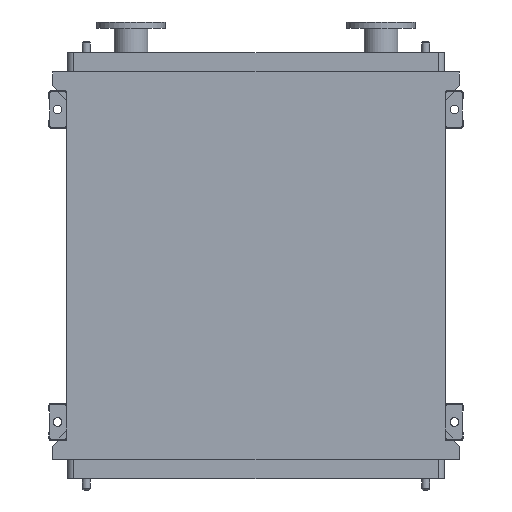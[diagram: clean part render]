
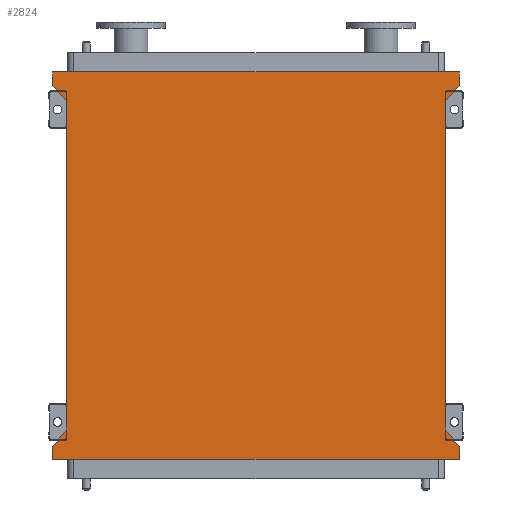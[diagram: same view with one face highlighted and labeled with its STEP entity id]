
A CAD part, front view. The second image highlights one B-rep face of the part: STEP entity #2824.
In plain terms, the highlighted planar face has unit normal (0, -1, 0).
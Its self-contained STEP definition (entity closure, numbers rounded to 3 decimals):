
#50 = LINE ( 'NONE', #9292, #3349 ) ;
#110 = ORIENTED_EDGE ( 'NONE', *, *, #13729, .F. ) ;
#161 = CARTESIAN_POINT ( 'NONE',  ( -651., 0., 53. ) ) ;
#226 = DIRECTION ( 'NONE',  ( 0., 0., -1. ) ) ;
#678 = ORIENTED_EDGE ( 'NONE', *, *, #1955, .F. ) ;
#816 = LINE ( 'NONE', #12692, #3680 ) ;
#1188 = CARTESIAN_POINT ( 'NONE',  ( -651., 0., -1103. ) ) ;
#1388 = VERTEX_POINT ( 'NONE', #10728 ) ;
#1471 = CARTESIAN_POINT ( 'NONE',  ( 651., 0., 53. ) ) ;
#1673 = EDGE_CURVE ( 'NONE', #2119, #1388, #17128, .T. ) ;
#1701 = EDGE_CURVE ( 'NONE', #16985, #11252, #13370, .T. ) ;
#1876 = FACE_OUTER_BOUND ( 'NONE', #9814, .T. ) ;
#1951 = EDGE_CURVE ( 'NONE', #2119, #11252, #5626, .T. ) ;
#1955 = EDGE_CURVE ( 'NONE', #6063, #15875, #16848, .T. ) ;
#2119 = VERTEX_POINT ( 'NONE', #11882 ) ;
#2145 = VECTOR ( 'NONE', #18140, 1000. ) ;
#2408 = LINE ( 'NONE', #15601, #5730 ) ;
#2824 = ADVANCED_FACE ( 'NONE', ( #1876 ), #6329, .T. ) ;
#2897 = DIRECTION ( 'NONE',  ( -0.655, 0., 0.755 ) ) ;
#3226 = VERTEX_POINT ( 'NONE', #15078 ) ;
#3349 = VECTOR ( 'NONE', #16285, 1000. ) ;
#3652 = CARTESIAN_POINT ( 'NONE',  ( -651., 0., 95. ) ) ;
#3680 = VECTOR ( 'NONE', #4248, 1000. ) ;
#4169 = CARTESIAN_POINT ( 'NONE',  ( 605., 0., -1050. ) ) ;
#4248 = DIRECTION ( 'NONE',  ( 0., 0., 1. ) ) ;
#4297 = DIRECTION ( 'NONE',  ( 0.655, 0., -0.755 ) ) ;
#5063 = EDGE_CURVE ( 'NONE', #14444, #5155, #8192, .T. ) ;
#5155 = VERTEX_POINT ( 'NONE', #14818 ) ;
#5527 = ORIENTED_EDGE ( 'NONE', *, *, #11564, .F. ) ;
#5626 = LINE ( 'NONE', #14163, #13106 ) ;
#5730 = VECTOR ( 'NONE', #5786, 1000. ) ;
#5748 = CARTESIAN_POINT ( 'NONE',  ( 651., 0., 95. ) ) ;
#5752 = DIRECTION ( 'NONE',  ( 0., 0., 1. ) ) ;
#5786 = DIRECTION ( 'NONE',  ( 0., 0., 1. ) ) ;
#6063 = VERTEX_POINT ( 'NONE', #15895 ) ;
#6329 = PLANE ( 'NONE',  #11351 ) ;
#6385 = DIRECTION ( 'NONE',  ( 0., 0., -1. ) ) ;
#6458 = CARTESIAN_POINT ( 'NONE',  ( 651., 0., 53. ) ) ;
#6865 = CARTESIAN_POINT ( 'NONE',  ( -651., 0., 95. ) ) ;
#7955 = EDGE_CURVE ( 'NONE', #3226, #6063, #816, .T. ) ;
#8094 = LINE ( 'NONE', #10401, #15098 ) ;
#8119 = DIRECTION ( 'NONE',  ( 0.655, 0., 0.755 ) ) ;
#8192 = LINE ( 'NONE', #17501, #15200 ) ;
#8197 = EDGE_CURVE ( 'NONE', #15218, #16985, #8094, .T. ) ;
#8306 = VECTOR ( 'NONE', #8119, 1000. ) ;
#8461 = EDGE_CURVE ( 'NONE', #18226, #3226, #8741, .T. ) ;
#8733 = ORIENTED_EDGE ( 'NONE', *, *, #7955, .F. ) ;
#8741 = LINE ( 'NONE', #16529, #8306 ) ;
#9292 = CARTESIAN_POINT ( 'NONE',  ( -651., 0., 53. ) ) ;
#9370 = CARTESIAN_POINT ( 'NONE',  ( 605., 0., 0. ) ) ;
#9814 = EDGE_LOOP ( 'NONE', ( #14929, #15485, #9924, #13058, #110, #678, #8733, #13604, #10450, #17866, #5527, #16889 ) ) ;
#9924 = ORIENTED_EDGE ( 'NONE', *, *, #8197, .F. ) ;
#10091 = LINE ( 'NONE', #6865, #2145 ) ;
#10092 = VECTOR ( 'NONE', #4297, 1000. ) ;
#10108 = CARTESIAN_POINT ( 'NONE',  ( 651., 0., -1103. ) ) ;
#10286 = LINE ( 'NONE', #10108, #10734 ) ;
#10401 = CARTESIAN_POINT ( 'NONE',  ( 651., 0., 95. ) ) ;
#10450 = ORIENTED_EDGE ( 'NONE', *, *, #15874, .F. ) ;
#10728 = CARTESIAN_POINT ( 'NONE',  ( 651., 0., -1103. ) ) ;
#10734 = VECTOR ( 'NONE', #226, 1000. ) ;
#10745 = EDGE_CURVE ( 'NONE', #18100, #15218, #10091, .T. ) ;
#11202 = CARTESIAN_POINT ( 'NONE',  ( 651., 0., -1145. ) ) ;
#11252 = VERTEX_POINT ( 'NONE', #9370 ) ;
#11351 = AXIS2_PLACEMENT_3D ( 'NONE', #16154, #14790, #6385 ) ;
#11564 = EDGE_CURVE ( 'NONE', #1388, #14444, #10286, .T. ) ;
#11807 = DIRECTION ( 'NONE',  ( 0., 0., -1. ) ) ;
#11882 = CARTESIAN_POINT ( 'NONE',  ( 605., 0., -1050. ) ) ;
#12692 = CARTESIAN_POINT ( 'NONE',  ( -605., 0., -1050. ) ) ;
#12772 = CARTESIAN_POINT ( 'NONE',  ( -605., 0., 0. ) ) ;
#13058 = ORIENTED_EDGE ( 'NONE', *, *, #10745, .F. ) ;
#13106 = VECTOR ( 'NONE', #5752, 1000. ) ;
#13370 = LINE ( 'NONE', #1471, #16685 ) ;
#13604 = ORIENTED_EDGE ( 'NONE', *, *, #8461, .F. ) ;
#13729 = EDGE_CURVE ( 'NONE', #15875, #18100, #50, .T. ) ;
#14163 = CARTESIAN_POINT ( 'NONE',  ( 605., 0., -1050. ) ) ;
#14196 = DIRECTION ( 'NONE',  ( -0.655, 0., -0.755 ) ) ;
#14444 = VERTEX_POINT ( 'NONE', #11202 ) ;
#14790 = DIRECTION ( 'NONE',  ( 0., -1., 0. ) ) ;
#14818 = CARTESIAN_POINT ( 'NONE',  ( -651., 0., -1145. ) ) ;
#14929 = ORIENTED_EDGE ( 'NONE', *, *, #1951, .T. ) ;
#15078 = CARTESIAN_POINT ( 'NONE',  ( -605., 0., -1050. ) ) ;
#15098 = VECTOR ( 'NONE', #11807, 1000. ) ;
#15200 = VECTOR ( 'NONE', #16122, 1000. ) ;
#15218 = VERTEX_POINT ( 'NONE', #5748 ) ;
#15485 = ORIENTED_EDGE ( 'NONE', *, *, #1701, .F. ) ;
#15601 = CARTESIAN_POINT ( 'NONE',  ( -651., 0., -1145. ) ) ;
#15874 = EDGE_CURVE ( 'NONE', #5155, #18226, #2408, .T. ) ;
#15875 = VERTEX_POINT ( 'NONE', #161 ) ;
#15895 = CARTESIAN_POINT ( 'NONE',  ( -605., 0., 0. ) ) ;
#16122 = DIRECTION ( 'NONE',  ( -1., 0., 0. ) ) ;
#16154 = CARTESIAN_POINT ( 'NONE',  ( -605., 0., -1050. ) ) ;
#16285 = DIRECTION ( 'NONE',  ( 0., 0., 1. ) ) ;
#16390 = VECTOR ( 'NONE', #2897, 1000. ) ;
#16529 = CARTESIAN_POINT ( 'NONE',  ( -651., 0., -1103. ) ) ;
#16685 = VECTOR ( 'NONE', #14196, 1000. ) ;
#16848 = LINE ( 'NONE', #12772, #16390 ) ;
#16889 = ORIENTED_EDGE ( 'NONE', *, *, #1673, .F. ) ;
#16985 = VERTEX_POINT ( 'NONE', #6458 ) ;
#17128 = LINE ( 'NONE', #4169, #10092 ) ;
#17501 = CARTESIAN_POINT ( 'NONE',  ( 651., 0., -1145. ) ) ;
#17866 = ORIENTED_EDGE ( 'NONE', *, *, #5063, .F. ) ;
#18100 = VERTEX_POINT ( 'NONE', #3652 ) ;
#18140 = DIRECTION ( 'NONE',  ( 1., 0., 0. ) ) ;
#18226 = VERTEX_POINT ( 'NONE', #1188 ) ;
